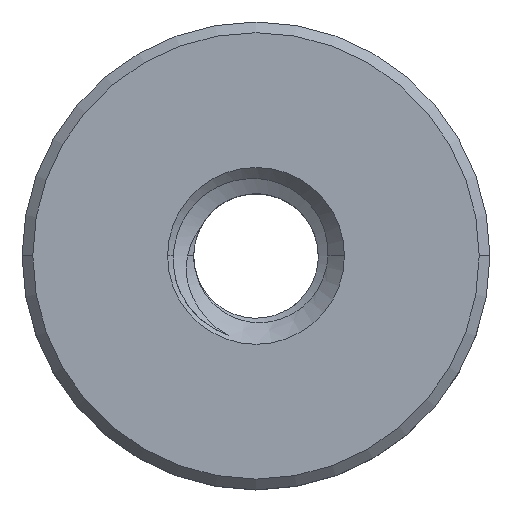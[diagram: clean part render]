
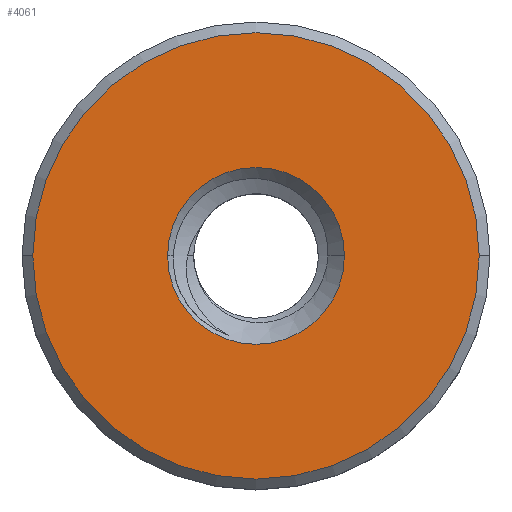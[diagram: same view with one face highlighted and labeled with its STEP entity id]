
A CAD part, top view. The second image highlights one B-rep face of the part: STEP entity #4061.
In plain terms, the highlighted planar face has unit normal (0, 0, 1).
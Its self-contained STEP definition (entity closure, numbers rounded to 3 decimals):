
#99 = CARTESIAN_POINT ( 'NONE',  ( 2.653, 0., 0. ) ) ;
#763 = ORIENTED_EDGE ( 'NONE', *, *, #2940, .F. ) ;
#774 = DIRECTION ( 'NONE',  ( 0., 0., 1. ) ) ;
#1098 = EDGE_LOOP ( 'NONE', ( #6204, #7268 ) ) ;
#1443 = FACE_BOUND ( 'NONE', #5337, .T. ) ;
#1468 = CIRCLE ( 'NONE', #4771, 2.653 ) ;
#1521 = EDGE_CURVE ( 'NONE', #1626, #5699, #1468, .T. ) ;
#1565 = DIRECTION ( 'NONE',  ( 1., 0., 0. ) ) ;
#1626 = VERTEX_POINT ( 'NONE', #2804 ) ;
#1667 = EDGE_CURVE ( 'NONE', #5699, #1626, #2459, .T. ) ;
#2232 = CARTESIAN_POINT ( 'NONE',  ( 0., 0., 0. ) ) ;
#2339 = CARTESIAN_POINT ( 'NONE',  ( 1.051, 0., 0. ) ) ;
#2397 = PLANE ( 'NONE',  #5455 ) ;
#2417 = DIRECTION ( 'NONE',  ( 1., 0., 0. ) ) ;
#2459 = CIRCLE ( 'NONE', #3614, 2.653 ) ;
#2518 = CARTESIAN_POINT ( 'NONE',  ( 0., 0., 0. ) ) ;
#2798 = FACE_OUTER_BOUND ( 'NONE', #1098, .T. ) ;
#2804 = CARTESIAN_POINT ( 'NONE',  ( -2.653, 0., 0. ) ) ;
#2834 = DIRECTION ( 'NONE',  ( 1., 0., 0. ) ) ;
#2940 = EDGE_CURVE ( 'NONE', #5328, #3412, #4915, .T. ) ;
#3412 = VERTEX_POINT ( 'NONE', #4518 ) ;
#3614 = AXIS2_PLACEMENT_3D ( 'NONE', #2232, #5138, #2834 ) ;
#3664 = DIRECTION ( 'NONE',  ( 0., 0., 1. ) ) ;
#3769 = DIRECTION ( 'NONE',  ( 0., 0., 1. ) ) ;
#3791 = CARTESIAN_POINT ( 'NONE',  ( 0., 0., 0. ) ) ;
#3859 = DIRECTION ( 'NONE',  ( 0., 0., 1. ) ) ;
#4006 = AXIS2_PLACEMENT_3D ( 'NONE', #3791, #3769, #6662 ) ;
#4061 = ADVANCED_FACE ( 'NONE', ( #1443, #2798 ), #2397, .T. ) ;
#4518 = CARTESIAN_POINT ( 'NONE',  ( -1.051, 0., 0. ) ) ;
#4771 = AXIS2_PLACEMENT_3D ( 'NONE', #6117, #3859, #1565 ) ;
#4915 = CIRCLE ( 'NONE', #5360, 1.051 ) ;
#5004 = EDGE_CURVE ( 'NONE', #3412, #5328, #7488, .T. ) ;
#5138 = DIRECTION ( 'NONE',  ( 0., 0., 1. ) ) ;
#5211 = ORIENTED_EDGE ( 'NONE', *, *, #5004, .F. ) ;
#5328 = VERTEX_POINT ( 'NONE', #2339 ) ;
#5337 = EDGE_LOOP ( 'NONE', ( #763, #5211 ) ) ;
#5360 = AXIS2_PLACEMENT_3D ( 'NONE', #2518, #774, #6566 ) ;
#5376 = CARTESIAN_POINT ( 'NONE',  ( 0., 0., 0. ) ) ;
#5455 = AXIS2_PLACEMENT_3D ( 'NONE', #5376, #3664, #2417 ) ;
#5699 = VERTEX_POINT ( 'NONE', #99 ) ;
#6117 = CARTESIAN_POINT ( 'NONE',  ( 0., 0., 0. ) ) ;
#6204 = ORIENTED_EDGE ( 'NONE', *, *, #1521, .T. ) ;
#6566 = DIRECTION ( 'NONE',  ( 1., 0., 0. ) ) ;
#6662 = DIRECTION ( 'NONE',  ( 1., 0., 0. ) ) ;
#7268 = ORIENTED_EDGE ( 'NONE', *, *, #1667, .T. ) ;
#7488 = CIRCLE ( 'NONE', #4006, 1.051 ) ;
